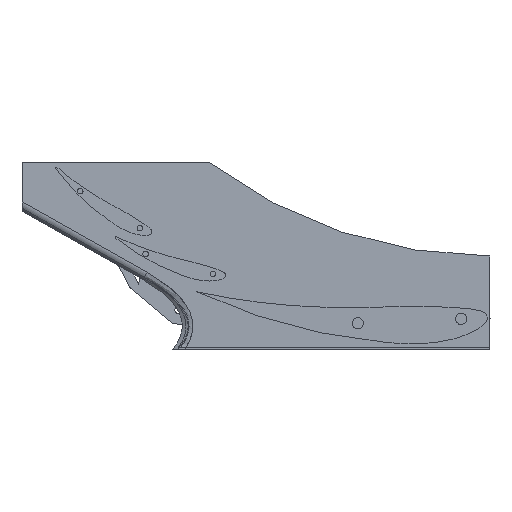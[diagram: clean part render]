
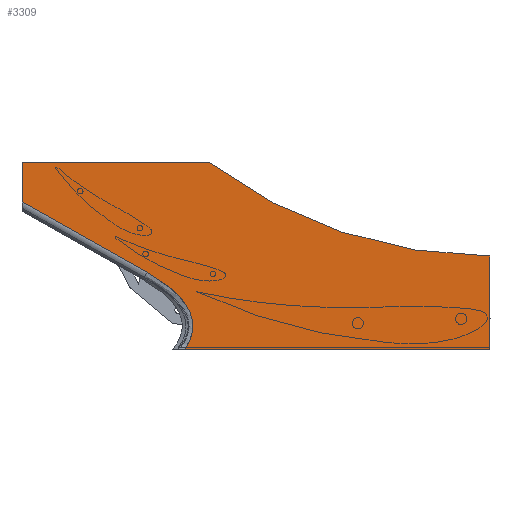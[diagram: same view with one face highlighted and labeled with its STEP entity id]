
A CAD part, front view. The second image highlights one B-rep face of the part: STEP entity #3309.
In plain terms, the highlighted face is planar.
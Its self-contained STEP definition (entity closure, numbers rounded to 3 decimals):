
#39=B_SPLINE_CURVE_WITH_KNOTS('',3,(#5903,#5904,#5905,#5906,#5907,#5908,
#5909,#5910,#5911,#5912,#5913,#5914,#5915),.UNSPECIFIED.,.F.,.F.,(4,1,1,
1,1,1,1,1,1,1,4),(-11.898,-10.318,-8.739,
-7.159,-5.579,-4.789,-3.999,
-3.209,-2.419,-1.629,-1.327),
 .UNSPECIFIED.);
#317=PLANE('',#3771);
#431=FACE_OUTER_BOUND('',#613,.T.);
#613=EDGE_LOOP('',(#2597,#2598,#2599,#2600,#2601,#2602,#2603));
#812=LINE('',#5656,#1058);
#830=LINE('',#5936,#1076);
#832=LINE('',#5940,#1078);
#836=LINE('',#5952,#1082);
#837=LINE('',#5954,#1083);
#1058=VECTOR('',#4413,10.);
#1076=VECTOR('',#4453,10.);
#1078=VECTOR('',#4457,10.);
#1082=VECTOR('',#4465,10.);
#1083=VECTOR('',#4468,10.);
#1317=CIRCLE('',#3754,500.);
#1538=VERTEX_POINT('',#5649);
#1539=VERTEX_POINT('',#5651);
#1540=VERTEX_POINT('',#5655);
#1557=VERTEX_POINT('',#5894);
#1559=VERTEX_POINT('',#5902);
#1562=VERTEX_POINT('',#5933);
#1563=VERTEX_POINT('',#5939);
#1899=EDGE_CURVE('',#1538,#1539,#1317,.T.);
#1901=EDGE_CURVE('',#1539,#1540,#812,.T.);
#1927=EDGE_CURVE('',#1559,#1557,#39,.T.);
#1932=EDGE_CURVE('',#1562,#1559,#830,.T.);
#1934=EDGE_CURVE('',#1562,#1563,#832,.T.);
#1938=EDGE_CURVE('',#1540,#1557,#836,.T.);
#1939=EDGE_CURVE('',#1563,#1538,#837,.T.);
#2597=ORIENTED_EDGE('',*,*,#1899,.F.);
#2598=ORIENTED_EDGE('',*,*,#1939,.F.);
#2599=ORIENTED_EDGE('',*,*,#1934,.F.);
#2600=ORIENTED_EDGE('',*,*,#1932,.T.);
#2601=ORIENTED_EDGE('',*,*,#1927,.T.);
#2602=ORIENTED_EDGE('',*,*,#1938,.F.);
#2603=ORIENTED_EDGE('',*,*,#1901,.F.);
#3309=ADVANCED_FACE('',(#431),#317,.F.);
#3754=AXIS2_PLACEMENT_3D('',#5652,#4408,#4409);
#3771=AXIS2_PLACEMENT_3D('',#5955,#4469,#4470);
#4408=DIRECTION('center_axis',(0.,1.,0.));
#4409=DIRECTION('ref_axis',(0.,0.,1.));
#4413=DIRECTION('',(0.,0.,1.));
#4453=DIRECTION('',(0.871,0.,0.491));
#4457=DIRECTION('',(0.,0.,-1.));
#4465=DIRECTION('',(-1.,0.,0.));
#4468=DIRECTION('',(1.,0.,0.));
#4469=DIRECTION('center_axis',(0.,-1.,0.));
#4470=DIRECTION('ref_axis',(0.,0.,-1.));
#5649=CARTESIAN_POINT('',(-50.,2.5,-100.));
#5651=CARTESIAN_POINT('',(250.,2.5,0.));
#5652=CARTESIAN_POINT('Origin',(250.,2.5,-500.));
#5655=CARTESIAN_POINT('',(250.,2.5,100.));
#5656=CARTESIAN_POINT('',(250.,2.5,100.));
#5894=CARTESIAN_POINT('',(-76.224,2.5,100.));
#5902=CARTESIAN_POINT('',(-116.054,2.5,17.583));
#5903=CARTESIAN_POINT('Ctrl Pts',(-116.054,2.5,17.583));
#5904=CARTESIAN_POINT('Ctrl Pts',(-111.466,2.5,20.168));
#5905=CARTESIAN_POINT('Ctrl Pts',(-102.478,2.5,25.636));
#5906=CARTESIAN_POINT('Ctrl Pts',(-89.779,2.5,35.084));
#5907=CARTESIAN_POINT('Ctrl Pts',(-78.452,2.5,46.174));
#5908=CARTESIAN_POINT('Ctrl Pts',(-71.168,2.5,57.288));
#5909=CARTESIAN_POINT('Ctrl Pts',(-67.859,2.5,67.358));
#5910=CARTESIAN_POINT('Ctrl Pts',(-67.022,2.5,75.259));
#5911=CARTESIAN_POINT('Ctrl Pts',(-67.976,2.5,83.152));
#5912=CARTESIAN_POINT('Ctrl Pts',(-70.545,2.5,90.66));
#5913=CARTESIAN_POINT('Ctrl Pts',(-73.583,2.5,96.173));
#5914=CARTESIAN_POINT('Ctrl Pts',(-75.636,2.5,99.181));
#5915=CARTESIAN_POINT('Ctrl Pts',(-76.224,2.5,100.));
#5933=CARTESIAN_POINT('',(-250.,2.5,-57.885));
#5936=CARTESIAN_POINT('',(30.069,2.5,99.912));
#5939=CARTESIAN_POINT('',(-250.,2.5,-100.));
#5940=CARTESIAN_POINT('',(-250.,2.5,-100.));
#5952=CARTESIAN_POINT('',(-250.,2.5,100.));
#5954=CARTESIAN_POINT('',(250.,2.5,-100.));
#5955=CARTESIAN_POINT('Origin',(0.,2.5,0.));
